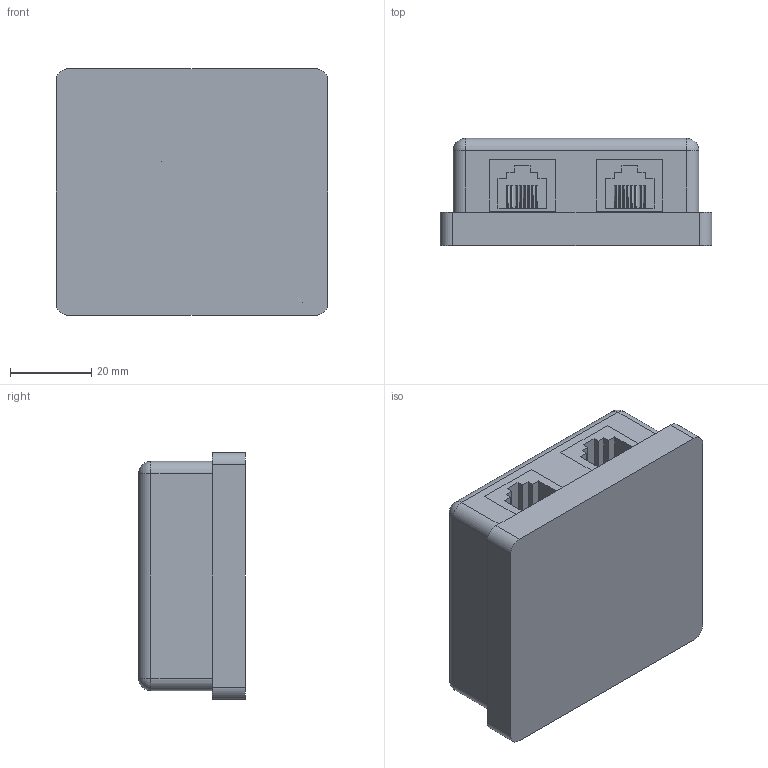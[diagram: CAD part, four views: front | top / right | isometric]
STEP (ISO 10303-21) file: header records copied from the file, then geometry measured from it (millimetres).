
FILE_DESCRIPTION (( 'STEP AP214' ), '1' );
FILE_NAME ('SMD110C5ED-S.STEP', '2012-10-30T13:49:37', ( 'x' ), ( '' ), 'SwSTEP 2.0', 'SolidWorks 2012', '' );
FILE_SCHEMA (( 'AUTOMOTIVE_DESIGN' ));
Length unit declared in the file: inch
Products named in the file (3): SMB4545-W-MA2; SMD110C5ED-S-MA1; SMD110C5ED-S
Assembly tree (3 placements, depth 2):
  SMD110C5ED-S
    SMD110C5ED-S-MA1
    SMB4545-W-MA2  x2
Bounding box: 66.8 x 26.29 x 60.71 mm (x, y, z)
Volume: 90404.3 mm3; surface area: 19432.9 mm2
Topology: 3 solids, 3 shells, 266 faces, 682 edges, 448 vertices
Faces by surface type: plane 186, cylinder 48, bspline 28, sphere 4
Entity records: 8094 total; most frequent: CARTESIAN_POINT 2791, ORIENTED_EDGE 960, DIRECTION 746, EDGE_CURVE 480, LINE 364, VECTOR 364, VERTEX_POINT 316, EDGE_LOOP 210
